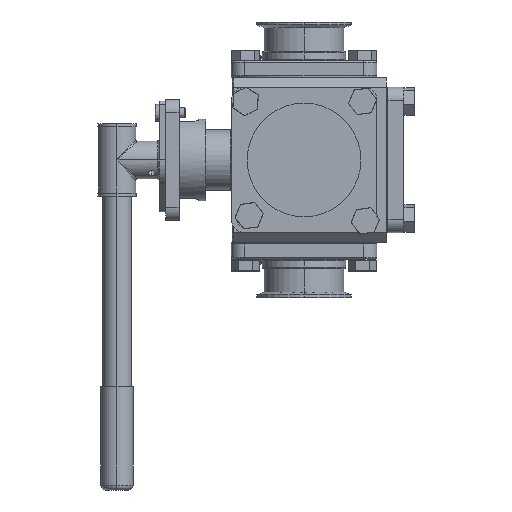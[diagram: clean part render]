
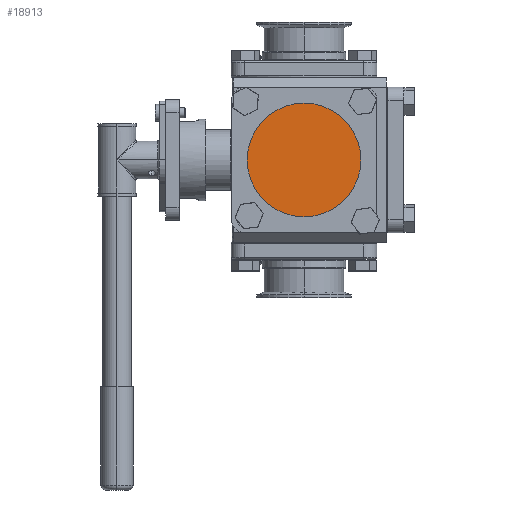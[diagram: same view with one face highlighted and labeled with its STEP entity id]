
A CAD part, left-side view. The second image highlights one B-rep face of the part: STEP entity #18913.
In plain terms, the highlighted planar face has unit normal (-1, 0, 0).
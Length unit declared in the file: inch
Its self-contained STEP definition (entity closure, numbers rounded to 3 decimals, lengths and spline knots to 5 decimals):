
#66 = CARTESIAN_POINT ( 'NONE',  ( -3.72423, -0.47777, -0.37968 ) ) ;
#3427 = EDGE_CURVE ( 'NONE', #21242, #22485, #20916, .T. ) ;
#3435 = EDGE_LOOP ( 'NONE', ( #25217, #13586 ) ) ;
#8030 = DIRECTION ( 'NONE',  ( -1., 0., 0. ) ) ;
#8203 = CARTESIAN_POINT ( 'NONE',  ( -3.72423, -0.47777, -0.37968 ) ) ;
#8509 = DIRECTION ( 'NONE',  ( 0., 1., 0. ) ) ;
#8658 = AXIS2_PLACEMENT_3D ( 'NONE', #34950, #10028, #29517 ) ;
#9663 = CIRCLE ( 'NONE', #32702, 2.15 ) ;
#10028 = DIRECTION ( 'NONE',  ( -1., 0., 0. ) ) ;
#12001 = FACE_OUTER_BOUND ( 'NONE', #3435, .T. ) ;
#12205 = AXIS2_PLACEMENT_3D ( 'NONE', #8203, #8030, #27337 ) ;
#13586 = ORIENTED_EDGE ( 'NONE', *, *, #24578, .T. ) ;
#18913 = ADVANCED_FACE ( 'NONE', ( #12001 ), #28964, .T. ) ;
#20916 = CIRCLE ( 'NONE', #12205, 2.15 ) ;
#21242 = VERTEX_POINT ( 'NONE', #29068 ) ;
#22328 = CARTESIAN_POINT ( 'NONE',  ( -3.72423, -2.62777, -0.37968 ) ) ;
#22485 = VERTEX_POINT ( 'NONE', #22328 ) ;
#24578 = EDGE_CURVE ( 'NONE', #22485, #21242, #9663, .T. ) ;
#24969 = DIRECTION ( 'NONE',  ( -1., 0., 0. ) ) ;
#25217 = ORIENTED_EDGE ( 'NONE', *, *, #3427, .T. ) ;
#27337 = DIRECTION ( 'NONE',  ( 0., 1., 0. ) ) ;
#28964 = PLANE ( 'NONE',  #8658 ) ;
#29068 = CARTESIAN_POINT ( 'NONE',  ( -3.72423, 1.67223, -0.37968 ) ) ;
#29517 = DIRECTION ( 'NONE',  ( 0., 1., 0. ) ) ;
#32702 = AXIS2_PLACEMENT_3D ( 'NONE', #66, #24969, #8509 ) ;
#34950 = CARTESIAN_POINT ( 'NONE',  ( -3.72423, -0.47777, -0.37968 ) ) ;
